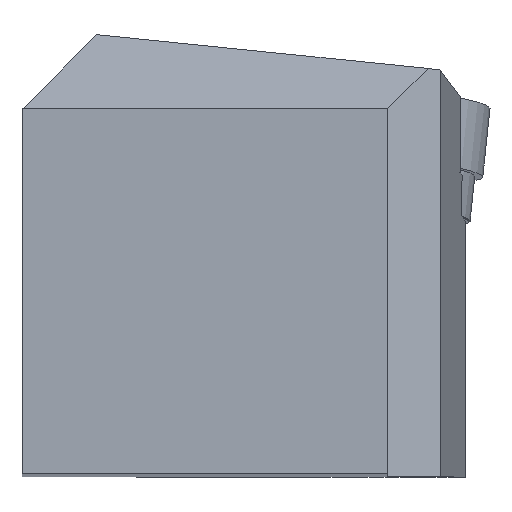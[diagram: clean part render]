
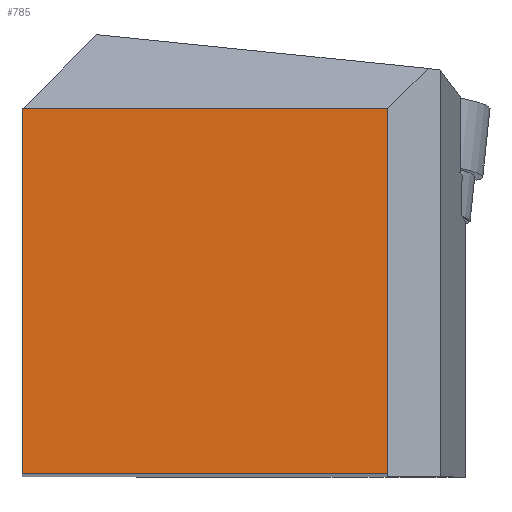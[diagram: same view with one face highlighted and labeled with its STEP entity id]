
A CAD part, top view. The second image highlights one B-rep face of the part: STEP entity #785.
In plain terms, the highlighted planar face has unit normal (0, 0, 1).
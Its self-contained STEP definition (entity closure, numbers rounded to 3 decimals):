
#650=CARTESIAN_POINT('',(25.0,0.0,0.0));
#651=VERTEX_POINT('',#650);
#658=CARTESIAN_POINT('',(0.0,0.0,0.0));
#659=VERTEX_POINT('',#658);
#660=CARTESIAN_POINT('',(25.0,0.0,0.0));
#661=DIRECTION('',(-1.0,0.0,0.0));
#662=VECTOR('',#661,25.0);
#663=LINE('',#660,#662);
#664=EDGE_CURVE('',#659,#651,#663,.F.);
#689=CARTESIAN_POINT('',(0.0,25.0,0.0));
#690=VERTEX_POINT('',#689);
#691=CARTESIAN_POINT('',(0.0,0.0,0.0));
#692=DIRECTION('',(0.0,1.0,0.0));
#693=VECTOR('',#692,25.0);
#694=LINE('',#691,#693);
#695=EDGE_CURVE('',#690,#659,#694,.F.);
#740=CARTESIAN_POINT('',(25.0,25.0,0.0));
#741=VERTEX_POINT('',#740);
#742=CARTESIAN_POINT('',(0.0,25.0,0.0));
#743=DIRECTION('',(1.0,0.0,0.0));
#744=VECTOR('',#743,25.0);
#745=LINE('',#742,#744);
#746=EDGE_CURVE('',#741,#690,#745,.F.);
#764=CARTESIAN_POINT('',(25.0,25.0,0.0));
#765=DIRECTION('',(0.0,-1.0,0.0));
#766=VECTOR('',#765,25.0);
#767=LINE('',#764,#766);
#768=EDGE_CURVE('',#651,#741,#767,.F.);
#774=CARTESIAN_POINT('',(12.35,12.5,0.0));
#775=DIRECTION('',(0.0,0.0,1.0));
#776=DIRECTION('',(1.0,0.0,0.0));
#777=AXIS2_PLACEMENT_3D('',#774,#775,#776);
#778=PLANE('',#777);
#779=ORIENTED_EDGE('',*,*,#664,.T.);
#780=ORIENTED_EDGE('',*,*,#768,.T.);
#781=ORIENTED_EDGE('',*,*,#746,.T.);
#782=ORIENTED_EDGE('',*,*,#695,.T.);
#783=EDGE_LOOP('',(#779,#780,#781,#782));
#784=FACE_OUTER_BOUND('',#783,.T.);
#785=ADVANCED_FACE('',(#784),#778,.T.);
